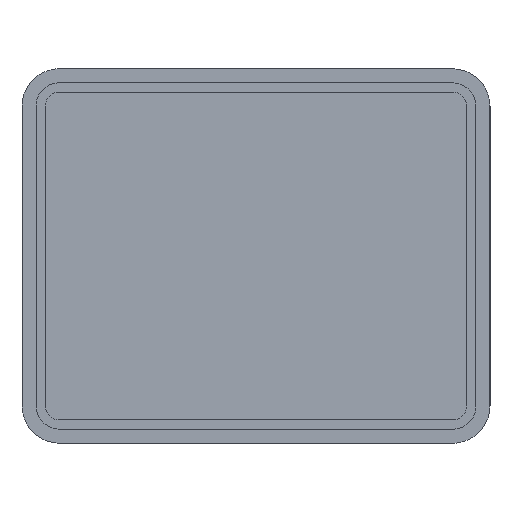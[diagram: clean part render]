
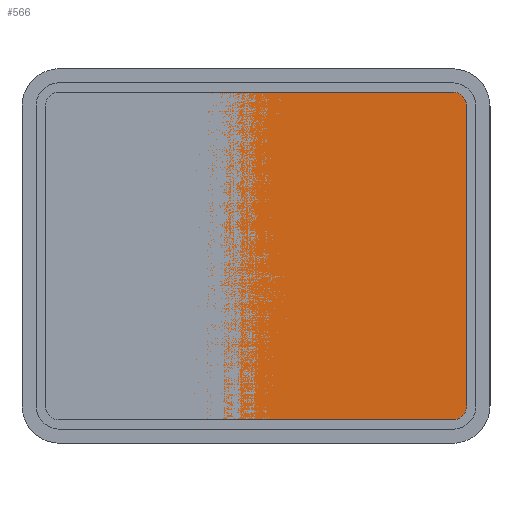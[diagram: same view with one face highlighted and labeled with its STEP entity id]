
A CAD part, front view. The second image highlights one B-rep face of the part: STEP entity #566.
In plain terms, the highlighted face is planar.
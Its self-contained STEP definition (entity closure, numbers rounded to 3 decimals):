
#152=(
BOUNDED_CURVE()
B_SPLINE_CURVE(2,(#8372,#8373,#8374),.UNSPECIFIED.,.F.,.F.)
B_SPLINE_CURVE_WITH_KNOTS((3,3),(-47.124,0.),.UNSPECIFIED.)
CURVE()
GEOMETRIC_REPRESENTATION_ITEM()
RATIONAL_B_SPLINE_CURVE((1.,0.707,1.))
REPRESENTATION_ITEM('')
);
#153=(
BOUNDED_CURVE()
B_SPLINE_CURVE(2,(#8377,#8378,#8379),.UNSPECIFIED.,.F.,.F.)
B_SPLINE_CURVE_WITH_KNOTS((3,3),(-47.124,0.),.UNSPECIFIED.)
CURVE()
GEOMETRIC_REPRESENTATION_ITEM()
RATIONAL_B_SPLINE_CURVE((1.,0.707,1.))
REPRESENTATION_ITEM('')
);
#154=(
BOUNDED_CURVE()
B_SPLINE_CURVE(2,(#8382,#8383,#8384),.UNSPECIFIED.,.F.,.F.)
B_SPLINE_CURVE_WITH_KNOTS((3,3),(-47.124,0.),.UNSPECIFIED.)
CURVE()
GEOMETRIC_REPRESENTATION_ITEM()
RATIONAL_B_SPLINE_CURVE((1.,0.707,1.))
REPRESENTATION_ITEM('')
);
#155=(
BOUNDED_CURVE()
B_SPLINE_CURVE(2,(#8387,#8388,#8389),.UNSPECIFIED.,.F.,.F.)
B_SPLINE_CURVE_WITH_KNOTS((3,3),(-47.124,0.),.UNSPECIFIED.)
CURVE()
GEOMETRIC_REPRESENTATION_ITEM()
RATIONAL_B_SPLINE_CURVE((1.,0.707,1.))
REPRESENTATION_ITEM('')
);
#566=ADVANCED_FACE('',(#853),#4620,.T.);
#853=FACE_OUTER_BOUND('',#1150,.T.);
#1150=EDGE_LOOP('',(#1886,#1887,#1888,#1889,#1890,#1891,#1892,#1893));
#1886=ORIENTED_EDGE('',*,*,#3100,.T.);
#1887=ORIENTED_EDGE('',*,*,#3107,.T.);
#1888=ORIENTED_EDGE('',*,*,#3106,.T.);
#1889=ORIENTED_EDGE('',*,*,#3105,.T.);
#1890=ORIENTED_EDGE('',*,*,#3104,.T.);
#1891=ORIENTED_EDGE('',*,*,#3103,.T.);
#1892=ORIENTED_EDGE('',*,*,#3102,.T.);
#1893=ORIENTED_EDGE('',*,*,#3101,.T.);
#3100=EDGE_CURVE('',#4272,#4273,#152,.T.);
#3101=EDGE_CURVE('',#4274,#4272,#3761,.T.);
#3102=EDGE_CURVE('',#4275,#4274,#153,.T.);
#3103=EDGE_CURVE('',#4276,#4275,#3762,.T.);
#3104=EDGE_CURVE('',#4277,#4276,#154,.T.);
#3105=EDGE_CURVE('',#4278,#4277,#3763,.T.);
#3106=EDGE_CURVE('',#4279,#4278,#155,.T.);
#3107=EDGE_CURVE('',#4273,#4279,#3764,.T.);
#3761=B_SPLINE_CURVE_WITH_KNOTS('',1,(#8375,#8376),.UNSPECIFIED.,.F.,.F.,
(2,2),(-840.,0.),.UNSPECIFIED.);
#3762=B_SPLINE_CURVE_WITH_KNOTS('',1,(#8380,#8381),.UNSPECIFIED.,.F.,.F.,
(2,2),(-640.,0.),.UNSPECIFIED.);
#3763=B_SPLINE_CURVE_WITH_KNOTS('',1,(#8385,#8386),.UNSPECIFIED.,.F.,.F.,
(2,2),(-840.,0.),.UNSPECIFIED.);
#3764=B_SPLINE_CURVE_WITH_KNOTS('',1,(#8390,#8391),.UNSPECIFIED.,.F.,.F.,
(2,2),(-640.,0.),.UNSPECIFIED.);
#4272=VERTEX_POINT('',#8042);
#4273=VERTEX_POINT('',#8043);
#4274=VERTEX_POINT('',#8044);
#4275=VERTEX_POINT('',#8045);
#4276=VERTEX_POINT('',#8046);
#4277=VERTEX_POINT('',#8047);
#4278=VERTEX_POINT('',#8048);
#4279=VERTEX_POINT('',#8049);
#4620=PLANE('',#4846);
#4846=AXIS2_PLACEMENT_3D('',#6555,#5114,$);
#5114=DIRECTION('',(0.,0.,-1.));
#6555=CARTESIAN_POINT('',(-540.,-420.,0.));
#8042=CARTESIAN_POINT('',(-420.,-350.,0.));
#8043=CARTESIAN_POINT('',(-450.,-320.,0.));
#8044=CARTESIAN_POINT('',(420.,-350.,0.));
#8045=CARTESIAN_POINT('',(450.,-320.,0.));
#8046=CARTESIAN_POINT('',(450.,320.,0.));
#8047=CARTESIAN_POINT('',(420.,350.,0.));
#8048=CARTESIAN_POINT('',(-420.,350.,0.));
#8049=CARTESIAN_POINT('',(-450.,320.,0.));
#8372=CARTESIAN_POINT('',(-420.,-350.,0.));
#8373=CARTESIAN_POINT('',(-450.,-350.,0.));
#8374=CARTESIAN_POINT('',(-450.,-320.,0.));
#8375=CARTESIAN_POINT('',(420.,-350.,0.));
#8376=CARTESIAN_POINT('',(-420.,-350.,0.));
#8377=CARTESIAN_POINT('',(450.,-320.,0.));
#8378=CARTESIAN_POINT('',(450.,-350.,0.));
#8379=CARTESIAN_POINT('',(420.,-350.,0.));
#8380=CARTESIAN_POINT('',(450.,320.,0.));
#8381=CARTESIAN_POINT('',(450.,-320.,0.));
#8382=CARTESIAN_POINT('',(420.,350.,0.));
#8383=CARTESIAN_POINT('',(450.,350.,0.));
#8384=CARTESIAN_POINT('',(450.,320.,0.));
#8385=CARTESIAN_POINT('',(-420.,350.,0.));
#8386=CARTESIAN_POINT('',(420.,350.,0.));
#8387=CARTESIAN_POINT('',(-450.,320.,0.));
#8388=CARTESIAN_POINT('',(-450.,350.,0.));
#8389=CARTESIAN_POINT('',(-420.,350.,0.));
#8390=CARTESIAN_POINT('',(-450.,-320.,0.));
#8391=CARTESIAN_POINT('',(-450.,320.,0.));
